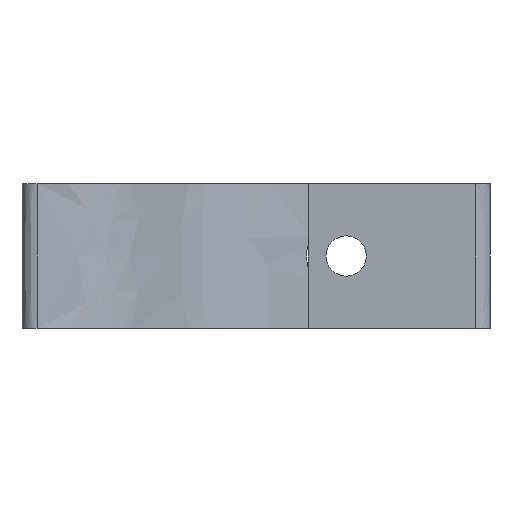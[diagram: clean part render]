
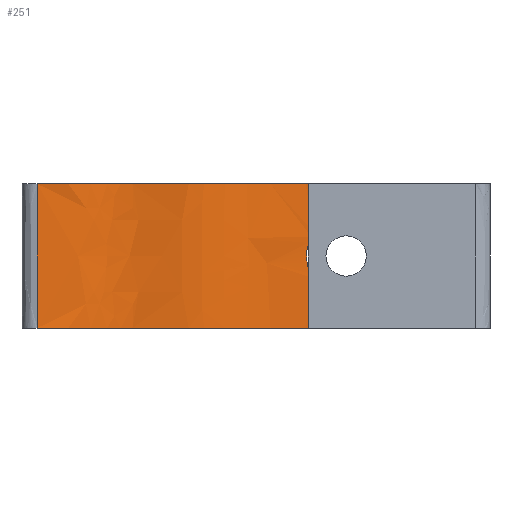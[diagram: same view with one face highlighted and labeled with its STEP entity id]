
A CAD part, front view. The second image highlights one B-rep face of the part: STEP entity #251.
In plain terms, the highlighted free-form (B-spline) face has degree [4, 1] with [7, 2] control points.
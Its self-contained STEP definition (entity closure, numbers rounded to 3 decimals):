
#49=FACE_BOUND('',#69,.T.);
#54=FACE_OUTER_BOUND('',#68,.T.);
#68=EDGE_LOOP('',(#174,#175,#176,#177));
#69=EDGE_LOOP('',(#178,#179));
#88=B_SPLINE_CURVE_WITH_KNOTS('',3,(#371,#372,#373,#374),.UNSPECIFIED.,
 .F.,.F.,(4,4),(0.,1.),.UNSPECIFIED.);
#89=B_SPLINE_CURVE_WITH_KNOTS('',4,(#390,#391,#392,#393,#394,#395,#396),
 .UNSPECIFIED.,.F.,.F.,(5,1,1,5),(1.045,2.,3.,3.956),
 .UNSPECIFIED.);
#90=B_SPLINE_CURVE_WITH_KNOTS('',3,(#398,#399,#400,#401),.UNSPECIFIED.,
 .F.,.F.,(4,4),(-1.,0.),.UNSPECIFIED.);
#91=B_SPLINE_CURVE_WITH_KNOTS('',4,(#402,#403,#404,#405,#406,#407,#408),
 .UNSPECIFIED.,.F.,.F.,(5,1,1,5),(1.045,2.,3.,3.956),
 .UNSPECIFIED.);
#92=B_SPLINE_CURVE_WITH_KNOTS('',3,(#411,#412,#413,#414,#415,#416,#417,
#418,#419,#420),.UNSPECIFIED.,.F.,.F.,(4,2,2,2,4),(-1.733,-1.651,
-1.587,-1.478,-1.438),.UNSPECIFIED.);
#93=B_SPLINE_CURVE_WITH_KNOTS('',3,(#421,#422,#423,#424,#425,#426,#427,
#428,#429,#430,#431,#432,#433,#434,#435,#436,#437,#438,#439,#440,#441,#442,
#443,#444,#445,#446,#447,#448,#449,#450,#451,#452,#453,#454,#455,#456,#457,
#458,#459,#460,#461,#462),.UNSPECIFIED.,.F.,.F.,(4,2,2,2,2,2,2,2,2,2,2,
2,2,2,2,2,2,2,2,2,4),(-1.438,-1.373,-1.274,
-1.182,-1.086,-1.04,-1.007,
-0.976,-0.933,-0.85,-0.745,
-0.636,-0.53,-0.43,-0.336,
-0.229,-0.178,-0.145,-0.114,
-0.073,0.),.UNSPECIFIED.);
#108=VERTEX_POINT('',#349);
#111=VERTEX_POINT('',#363);
#112=VERTEX_POINT('',#389);
#113=VERTEX_POINT('',#397);
#114=VERTEX_POINT('',#409);
#115=VERTEX_POINT('',#410);
#136=EDGE_CURVE('',#111,#108,#88,.T.);
#137=EDGE_CURVE('',#111,#112,#89,.T.);
#138=EDGE_CURVE('',#113,#112,#90,.T.);
#139=EDGE_CURVE('',#108,#113,#91,.T.);
#140=EDGE_CURVE('',#114,#115,#92,.T.);
#141=EDGE_CURVE('',#115,#114,#93,.T.);
#174=ORIENTED_EDGE('',*,*,#136,.F.);
#175=ORIENTED_EDGE('',*,*,#137,.T.);
#176=ORIENTED_EDGE('',*,*,#138,.F.);
#177=ORIENTED_EDGE('',*,*,#139,.F.);
#178=ORIENTED_EDGE('',*,*,#140,.T.);
#179=ORIENTED_EDGE('',*,*,#141,.T.);
#245=B_SPLINE_SURFACE_WITH_KNOTS('',4,1,((#375,#376),(#377,#378),(#379,
#380),(#381,#382),(#383,#384),(#385,#386),(#387,#388)),.UNSPECIFIED.,.F.,
 .F.,.F.,(5,1,1,5),(2,2),(1.,2.,3.,4.),(0.,1.),.UNSPECIFIED.);
#251=ADVANCED_FACE('',(#54,#49),#245,.T.);
#349=CARTESIAN_POINT('',(64.992,-3.231,10.));
#363=CARTESIAN_POINT('',(64.992,-3.231,0.));
#371=CARTESIAN_POINT('Ctrl Pts',(64.992,-3.231,0.));
#372=CARTESIAN_POINT('Ctrl Pts',(64.992,-3.231,3.333));
#373=CARTESIAN_POINT('Ctrl Pts',(64.992,-3.231,6.667));
#374=CARTESIAN_POINT('Ctrl Pts',(64.992,-3.231,10.));
#375=CARTESIAN_POINT('Ctrl Pts',(63.927,-3.265,0.));
#376=CARTESIAN_POINT('Ctrl Pts',(63.927,-3.265,10.));
#377=CARTESIAN_POINT('Ctrl Pts',(70.126,-3.265,0.));
#378=CARTESIAN_POINT('Ctrl Pts',(70.126,-3.265,10.));
#379=CARTESIAN_POINT('Ctrl Pts',(73.652,2.462,0.));
#380=CARTESIAN_POINT('Ctrl Pts',(73.652,2.462,10.));
#381=CARTESIAN_POINT('Ctrl Pts',(77.257,8.316,0.));
#382=CARTESIAN_POINT('Ctrl Pts',(77.257,8.316,10.));
#383=CARTESIAN_POINT('Ctrl Pts',(87.676,7.807,0.));
#384=CARTESIAN_POINT('Ctrl Pts',(87.676,7.807,10.));
#385=CARTESIAN_POINT('Ctrl Pts',(93.421,7.526,0.));
#386=CARTESIAN_POINT('Ctrl Pts',(93.421,7.526,10.));
#387=CARTESIAN_POINT('Ctrl Pts',(93.421,1.019,0.));
#388=CARTESIAN_POINT('Ctrl Pts',(93.421,1.019,10.));
#389=CARTESIAN_POINT('',(93.39,2.082,0.));
#390=CARTESIAN_POINT('Ctrl Pts',(64.992,-3.231,0.));
#391=CARTESIAN_POINT('Ctrl Pts',(70.363,-2.88,0.));
#392=CARTESIAN_POINT('Ctrl Pts',(73.762,2.636,0.));
#393=CARTESIAN_POINT('Ctrl Pts',(77.36,8.225,0.));
#394=CARTESIAN_POINT('Ctrl Pts',(87.375,7.82,0.));
#395=CARTESIAN_POINT('Ctrl Pts',(93.044,7.545,0.));
#396=CARTESIAN_POINT('Ctrl Pts',(93.39,2.082,0.));
#397=CARTESIAN_POINT('',(93.39,2.082,10.));
#398=CARTESIAN_POINT('Ctrl Pts',(93.39,2.082,10.));
#399=CARTESIAN_POINT('Ctrl Pts',(93.39,2.082,6.667));
#400=CARTESIAN_POINT('Ctrl Pts',(93.39,2.082,3.333));
#401=CARTESIAN_POINT('Ctrl Pts',(93.39,2.082,0.));
#402=CARTESIAN_POINT('Ctrl Pts',(64.992,-3.231,10.));
#403=CARTESIAN_POINT('Ctrl Pts',(70.363,-2.88,10.));
#404=CARTESIAN_POINT('Ctrl Pts',(73.762,2.636,10.));
#405=CARTESIAN_POINT('Ctrl Pts',(77.36,8.225,10.));
#406=CARTESIAN_POINT('Ctrl Pts',(87.375,7.82,10.));
#407=CARTESIAN_POINT('Ctrl Pts',(93.044,7.545,10.));
#408=CARTESIAN_POINT('Ctrl Pts',(93.39,2.082,10.));
#409=CARTESIAN_POINT('',(85.099,7.667,2.589));
#410=CARTESIAN_POINT('',(83.672,7.572,5.));
#411=CARTESIAN_POINT('Ctrl Pts',(85.099,7.667,2.589));
#412=CARTESIAN_POINT('Ctrl Pts',(84.86,7.656,2.72));
#413=CARTESIAN_POINT('Ctrl Pts',(84.642,7.644,2.886));
#414=CARTESIAN_POINT('Ctrl Pts',(84.302,7.622,3.235));
#415=CARTESIAN_POINT('Ctrl Pts',(84.17,7.613,3.407));
#416=CARTESIAN_POINT('Ctrl Pts',(83.874,7.59,3.903));
#417=CARTESIAN_POINT('Ctrl Pts',(83.752,7.579,4.248));
#418=CARTESIAN_POINT('Ctrl Pts',(83.681,7.572,4.737));
#419=CARTESIAN_POINT('Ctrl Pts',(83.672,7.572,4.869));
#420=CARTESIAN_POINT('Ctrl Pts',(83.672,7.572,5.));
#421=CARTESIAN_POINT('Ctrl Pts',(83.672,7.572,5.));
#422=CARTESIAN_POINT('Ctrl Pts',(83.672,7.572,5.217));
#423=CARTESIAN_POINT('Ctrl Pts',(83.698,7.574,5.435));
#424=CARTESIAN_POINT('Ctrl Pts',(83.826,7.585,5.967));
#425=CARTESIAN_POINT('Ctrl Pts',(83.961,7.597,6.271));
#426=CARTESIAN_POINT('Ctrl Pts',(84.318,7.623,6.798));
#427=CARTESIAN_POINT('Ctrl Pts',(84.532,7.638,7.021));
#428=CARTESIAN_POINT('Ctrl Pts',(85.033,7.665,7.395));
#429=CARTESIAN_POINT('Ctrl Pts',(85.319,7.678,7.539));
#430=CARTESIAN_POINT('Ctrl Pts',(85.771,7.692,7.676));
#431=CARTESIAN_POINT('Ctrl Pts',(85.922,7.695,7.709));
#432=CARTESIAN_POINT('Ctrl Pts',(86.183,7.7,7.742));
#433=CARTESIAN_POINT('Ctrl Pts',(86.291,7.701,7.749));
#434=CARTESIAN_POINT('Ctrl Pts',(86.504,7.702,7.751));
#435=CARTESIAN_POINT('Ctrl Pts',(86.609,7.702,7.746));
#436=CARTESIAN_POINT('Ctrl Pts',(86.855,7.701,7.719));
#437=CARTESIAN_POINT('Ctrl Pts',(86.996,7.699,7.693));
#438=CARTESIAN_POINT('Ctrl Pts',(87.403,7.69,7.584));
#439=CARTESIAN_POINT('Ctrl Pts',(87.659,7.68,7.472));
#440=CARTESIAN_POINT('Ctrl Pts',(88.188,7.647,7.136));
#441=CARTESIAN_POINT('Ctrl Pts',(88.444,7.623,6.896));
#442=CARTESIAN_POINT('Ctrl Pts',(88.861,7.574,6.321));
#443=CARTESIAN_POINT('Ctrl Pts',(89.013,7.55,5.989));
#444=CARTESIAN_POINT('Ctrl Pts',(89.179,7.523,5.294));
#445=CARTESIAN_POINT('Ctrl Pts',(89.194,7.521,4.938));
#446=CARTESIAN_POINT('Ctrl Pts',(89.091,7.538,4.258));
#447=CARTESIAN_POINT('Ctrl Pts',(88.981,7.556,3.939));
#448=CARTESIAN_POINT('Ctrl Pts',(88.663,7.598,3.376));
#449=CARTESIAN_POINT('Ctrl Pts',(88.464,7.621,3.132));
#450=CARTESIAN_POINT('Ctrl Pts',(87.961,7.663,2.694));
#451=CARTESIAN_POINT('Ctrl Pts',(87.651,7.681,2.515));
#452=CARTESIAN_POINT('Ctrl Pts',(87.155,7.696,2.344));
#453=CARTESIAN_POINT('Ctrl Pts',(86.991,7.7,2.304));
#454=CARTESIAN_POINT('Ctrl Pts',(86.713,7.702,2.263));
#455=CARTESIAN_POINT('Ctrl Pts',(86.602,7.702,2.254));
#456=CARTESIAN_POINT('Ctrl Pts',(86.386,7.702,2.248));
#457=CARTESIAN_POINT('Ctrl Pts',(86.281,7.701,2.252));
#458=CARTESIAN_POINT('Ctrl Pts',(86.044,7.698,2.273));
#459=CARTESIAN_POINT('Ctrl Pts',(85.912,7.695,2.294));
#460=CARTESIAN_POINT('Ctrl Pts',(85.543,7.685,2.383));
#461=CARTESIAN_POINT('Ctrl Pts',(85.314,7.677,2.471));
#462=CARTESIAN_POINT('Ctrl Pts',(85.099,7.667,2.589));
